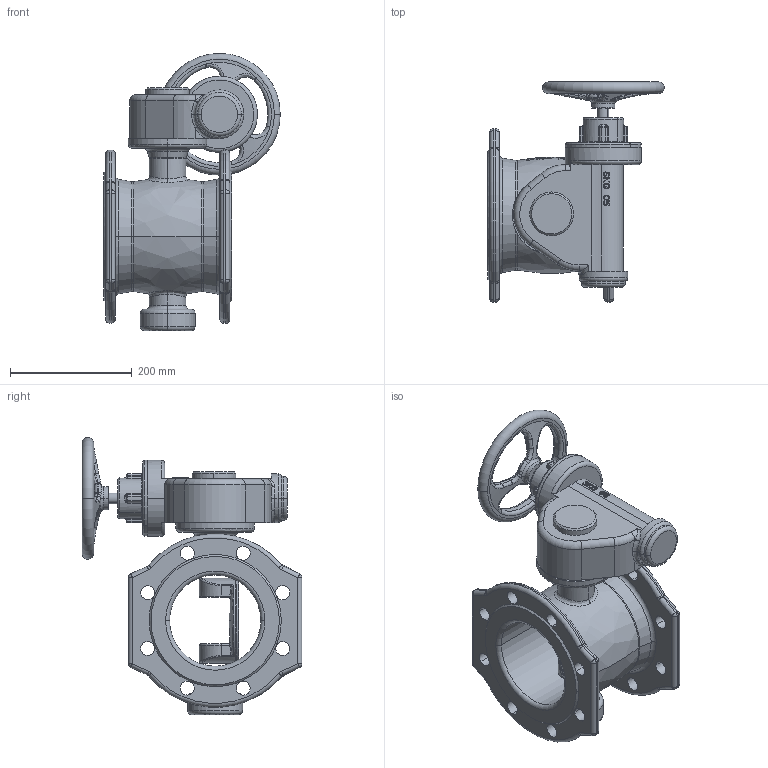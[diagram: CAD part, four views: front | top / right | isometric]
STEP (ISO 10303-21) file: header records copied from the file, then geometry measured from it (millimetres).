
FILE_DESCRIPTION((''),'2;1');
FILE_NAME('0D231278_ASM','2014-11-18T',('aspaegele'),(''),'PRO/ENGINEER BY PARAMETRIC TECHNOLOGY CORPORATION, 2010040','PRO/ENGINEER BY PARAMETRIC TECHNOLOGY CORPORATION, 2010040','');
FILE_SCHEMA(('AUTOMOTIVE_DESIGN_CC2 { 1 2 10303 214 -1 1 5 2 }'));
Length unit declared in the file: millimetre
Products named in the file (6): F0D231272; M0D231272; NET_SKG_05; NET_LAGERNABE_SKG_01_05_1; 200_18_NABENLOCH; 0D231278_ASM
Assembly tree (5 placements, depth 2):
  0D231278_ASM
    F0D231272
    M0D231272
    NET_SKG_05
    NET_LAGERNABE_SKG_01_05_1
    200_18_NABENLOCH
Bounding box: 290 x 361.3 x 455.4 mm (x, y, z)
Volume: 7087765.6 mm3; surface area: 724191 mm2
Topology: 5 solids, 5 shells, 1095 faces, 2890 edges, 1813 vertices
Faces by surface type: plane 635, cylinder 191, torus 119, bspline 96, sphere 34, cone 20
Entity records: 48813 total; most frequent: CARTESIAN_POINT 12748, ORIENTED_EDGE 5776, DIRECTION 5136, EDGE_CURVE 2888, PRESENTATION_STYLE_ASSIGNMENT 2871, STYLED_ITEM 2830, CURVE_STYLE 2782, AXIS2_PLACEMENT_3D 1833
